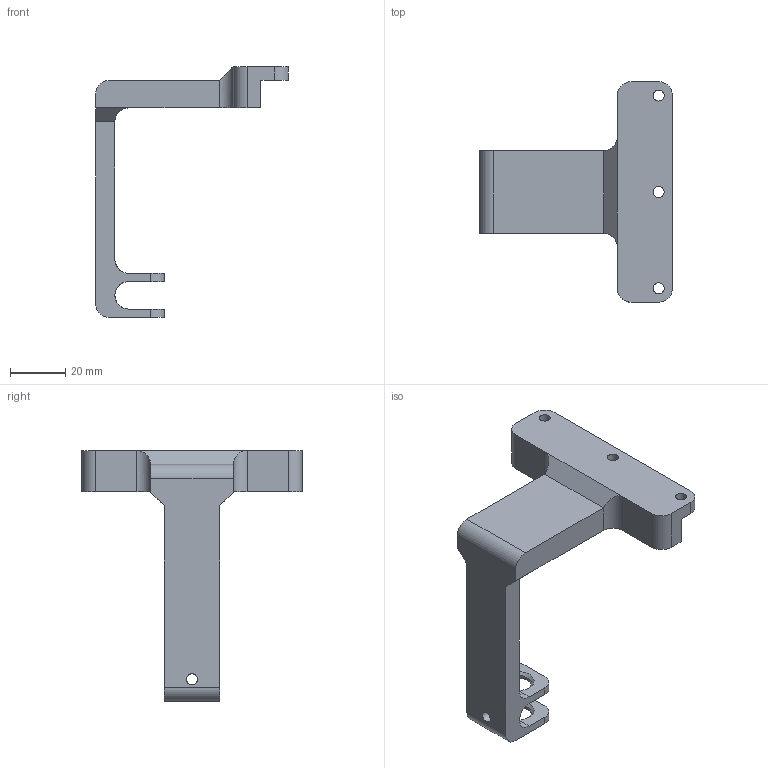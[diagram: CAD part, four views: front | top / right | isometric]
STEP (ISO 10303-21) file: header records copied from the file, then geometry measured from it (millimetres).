
FILE_DESCRIPTION(/* description */ (''),/* implementation_level */ '2;1');
FILE_NAME(/* name */ 'BP_ClampPlate.stp',/* time_stamp */ '2023-04-16T23:23:55-04:00',/* author */ (''),/* organization */ (''),/* preprocessor_version */ 'ST-DEVELOPER v18.102',/* originating_system */ 'SIEMENS PLM Software NX2206.6002',/* authorisation */ '');
FILE_SCHEMA (('AUTOMOTIVE_DESIGN { 1 0 10303 214 3 1 1 1 }'));
Length unit declared in the file: millimetre
Products named in the file (1): BP_ClampPlate
Bounding box: 70 x 80 x 91 mm (x, y, z)
Volume: 43583.9 mm3; surface area: 15177.6 mm2
Topology: 1 solids, 1 shells, 57 faces, 162 edges, 103 vertices
Faces by surface type: plane 27, cylinder 23, cone 4, bspline 3
Full cylindrical faces by diameter (mm): 4 x4, 10 x2
Entity records: 1901 total; most frequent: CARTESIAN_POINT 453, DIRECTION 302, ORIENTED_EDGE 286, EDGE_CURVE 143, AXIS2_PLACEMENT_3D 111, VERTEX_POINT 94, LINE 80, VECTOR 80
